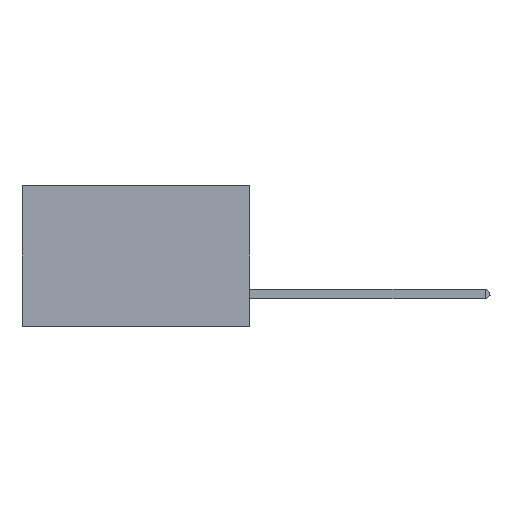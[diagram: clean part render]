
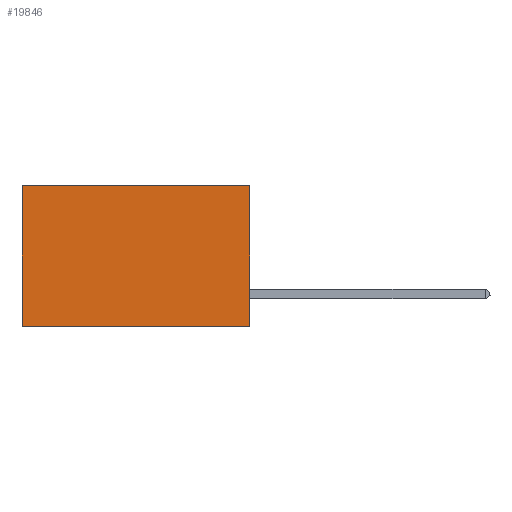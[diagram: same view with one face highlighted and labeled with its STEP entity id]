
A CAD part, left-side view. The second image highlights one B-rep face of the part: STEP entity #19846.
In plain terms, the highlighted planar face has unit normal (-1, 0, 0).
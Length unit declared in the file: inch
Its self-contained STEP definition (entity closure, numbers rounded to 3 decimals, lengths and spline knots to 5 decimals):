
#1198 = VERTEX_POINT ( 'NONE', #18966 ) ;
#1850 = CARTESIAN_POINT ( 'NONE',  ( 0.2875, 0., 0. ) ) ;
#2892 = EDGE_CURVE ( 'NONE', #5108, #17420, #6579, .T. ) ;
#4059 = CARTESIAN_POINT ( 'NONE',  ( 0.2875, 0.6, -0.37 ) ) ;
#4491 = ORIENTED_EDGE ( 'NONE', *, *, #25971, .F. ) ;
#4950 = VERTEX_POINT ( 'NONE', #18453 ) ;
#5108 = VERTEX_POINT ( 'NONE', #9647 ) ;
#6579 = LINE ( 'NONE', #27462, #12864 ) ;
#6929 = DIRECTION ( 'NONE',  ( 0., 0., -1. ) ) ;
#7068 = CARTESIAN_POINT ( 'NONE',  ( 0.2875, 0., 0. ) ) ;
#7205 = LINE ( 'NONE', #22850, #17397 ) ;
#9565 = PLANE ( 'NONE',  #12773 ) ;
#9647 = CARTESIAN_POINT ( 'NONE',  ( 0.2875, 0.6, 0. ) ) ;
#10333 = DIRECTION ( 'NONE',  ( 0., 1., 0. ) ) ;
#12428 = DIRECTION ( 'NONE',  ( 0., 0., -1. ) ) ;
#12773 = AXIS2_PLACEMENT_3D ( 'NONE', #1850, #32120, #6929 ) ;
#12864 = VECTOR ( 'NONE', #12428, 39.37008 ) ;
#15081 = EDGE_LOOP ( 'NONE', ( #30236, #4491, #19804, #20554 ) ) ;
#15590 = DIRECTION ( 'NONE',  ( 0., 1., 0. ) ) ;
#16146 = EDGE_CURVE ( 'NONE', #4950, #1198, #25067, .T. ) ;
#16808 = VECTOR ( 'NONE', #19696, 39.37008 ) ;
#17397 = VECTOR ( 'NONE', #10333, 39.37008 ) ;
#17420 = VERTEX_POINT ( 'NONE', #4059 ) ;
#18453 = CARTESIAN_POINT ( 'NONE',  ( 0.2875, 0., 0. ) ) ;
#18966 = CARTESIAN_POINT ( 'NONE',  ( 0.2875, 0., -0.37 ) ) ;
#19696 = DIRECTION ( 'NONE',  ( 0., 0., -1. ) ) ;
#19804 = ORIENTED_EDGE ( 'NONE', *, *, #16146, .F. ) ;
#19846 = ADVANCED_FACE ( 'NONE', ( #25889 ), #9565, .F. ) ;
#20554 = ORIENTED_EDGE ( 'NONE', *, *, #25978, .T. ) ;
#22850 = CARTESIAN_POINT ( 'NONE',  ( 0.2875, 0., -0.37 ) ) ;
#25067 = LINE ( 'NONE', #7068, #16808 ) ;
#25889 = FACE_OUTER_BOUND ( 'NONE', #15081, .T. ) ;
#25971 = EDGE_CURVE ( 'NONE', #1198, #17420, #7205, .T. ) ;
#25978 = EDGE_CURVE ( 'NONE', #4950, #5108, #31996, .T. ) ;
#27462 = CARTESIAN_POINT ( 'NONE',  ( 0.2875, 0.6, 0. ) ) ;
#29223 = VECTOR ( 'NONE', #15590, 39.37008 ) ;
#30236 = ORIENTED_EDGE ( 'NONE', *, *, #2892, .T. ) ;
#30442 = CARTESIAN_POINT ( 'NONE',  ( 0.2875, 0., 0. ) ) ;
#31996 = LINE ( 'NONE', #30442, #29223 ) ;
#32120 = DIRECTION ( 'NONE',  ( 1., 0., 0. ) ) ;
